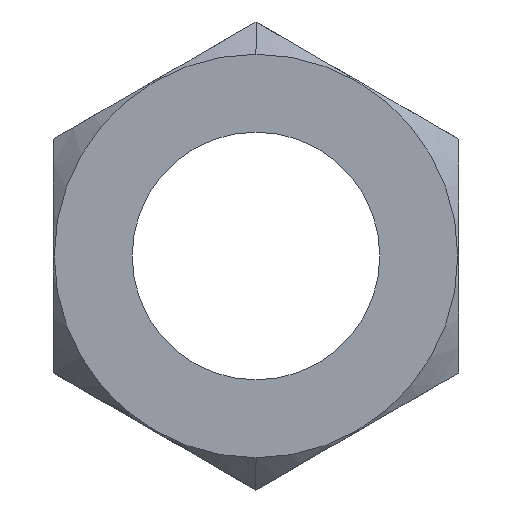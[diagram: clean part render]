
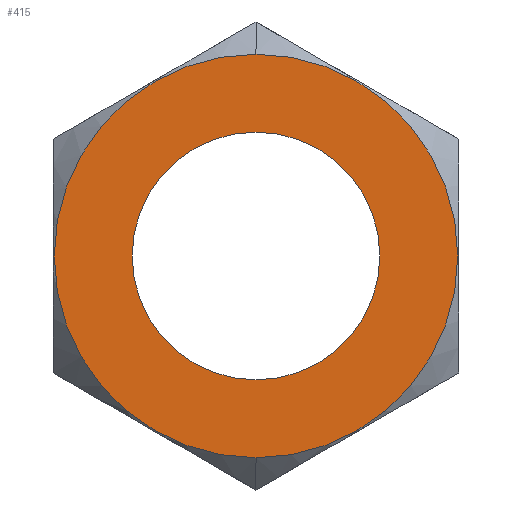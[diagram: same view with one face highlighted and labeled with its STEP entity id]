
A CAD part, front view. The second image highlights one B-rep face of the part: STEP entity #415.
In plain terms, the highlighted planar face has unit normal (0, -1, 0).
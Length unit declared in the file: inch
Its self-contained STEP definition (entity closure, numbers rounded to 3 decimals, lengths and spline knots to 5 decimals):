
#16 = CARTESIAN_POINT ( 'NONE',  ( 0., -0.21, 0.56 ) ) ;
#49 = EDGE_LOOP ( 'NONE', ( #424, #460 ) ) ;
#57 = CARTESIAN_POINT ( 'NONE',  ( 0., -0.21, -0.34375 ) ) ;
#67 = CIRCLE ( 'NONE', #539, 0.34375 ) ;
#77 = EDGE_CURVE ( 'NONE', #194, #125, #339, .T. ) ;
#85 = FACE_OUTER_BOUND ( 'NONE', #49, .T. ) ;
#94 = CARTESIAN_POINT ( 'NONE',  ( 0., -0.21, 0. ) ) ;
#123 = VERTEX_POINT ( 'NONE', #57 ) ;
#125 = VERTEX_POINT ( 'NONE', #393 ) ;
#128 = DIRECTION ( 'NONE',  ( 0., 1., 0. ) ) ;
#148 = DIRECTION ( 'NONE',  ( 0., 0., 1. ) ) ;
#178 = DIRECTION ( 'NONE',  ( 0., -1., 0. ) ) ;
#179 = EDGE_LOOP ( 'NONE', ( #221, #563 ) ) ;
#185 = DIRECTION ( 'NONE',  ( 0., 1., 0. ) ) ;
#194 = VERTEX_POINT ( 'NONE', #16 ) ;
#221 = ORIENTED_EDGE ( 'NONE', *, *, #280, .T. ) ;
#241 = DIRECTION ( 'NONE',  ( 0., -1., 0. ) ) ;
#280 = EDGE_CURVE ( 'NONE', #417, #123, #608, .T. ) ;
#289 = AXIS2_PLACEMENT_3D ( 'NONE', #381, #185, #526 ) ;
#339 = CIRCLE ( 'NONE', #548, 0.56 ) ;
#348 = EDGE_CURVE ( 'NONE', #125, #194, #356, .T. ) ;
#356 = CIRCLE ( 'NONE', #481, 0.56 ) ;
#375 = CARTESIAN_POINT ( 'NONE',  ( 0., -0.21, 0.34375 ) ) ;
#377 = PLANE ( 'NONE',  #289 ) ;
#381 = CARTESIAN_POINT ( 'NONE',  ( 0., -0.21, 0. ) ) ;
#393 = CARTESIAN_POINT ( 'NONE',  ( 0., -0.21, -0.56 ) ) ;
#415 = ADVANCED_FACE ( 'NONE', ( #593, #85 ), #377, .F. ) ;
#416 = CARTESIAN_POINT ( 'NONE',  ( 0., -0.21, 0. ) ) ;
#417 = VERTEX_POINT ( 'NONE', #375 ) ;
#424 = ORIENTED_EDGE ( 'NONE', *, *, #348, .T. ) ;
#432 = DIRECTION ( 'NONE',  ( 0., 1., 0. ) ) ;
#460 = ORIENTED_EDGE ( 'NONE', *, *, #77, .T. ) ;
#462 = DIRECTION ( 'NONE',  ( 0., 0., 1. ) ) ;
#470 = CARTESIAN_POINT ( 'NONE',  ( 0., -0.21, 0. ) ) ;
#481 = AXIS2_PLACEMENT_3D ( 'NONE', #470, #178, #519 ) ;
#507 = EDGE_CURVE ( 'NONE', #123, #417, #67, .T. ) ;
#514 = AXIS2_PLACEMENT_3D ( 'NONE', #416, #128, #462 ) ;
#519 = DIRECTION ( 'NONE',  ( 0., 0., -1. ) ) ;
#526 = DIRECTION ( 'NONE',  ( 0., 0., 1. ) ) ;
#532 = CARTESIAN_POINT ( 'NONE',  ( 0., -0.21, 0. ) ) ;
#539 = AXIS2_PLACEMENT_3D ( 'NONE', #94, #432, #148 ) ;
#548 = AXIS2_PLACEMENT_3D ( 'NONE', #532, #241, #578 ) ;
#563 = ORIENTED_EDGE ( 'NONE', *, *, #507, .T. ) ;
#578 = DIRECTION ( 'NONE',  ( 0., 0., -1. ) ) ;
#593 = FACE_BOUND ( 'NONE', #179, .T. ) ;
#608 = CIRCLE ( 'NONE', #514, 0.34375 ) ;
